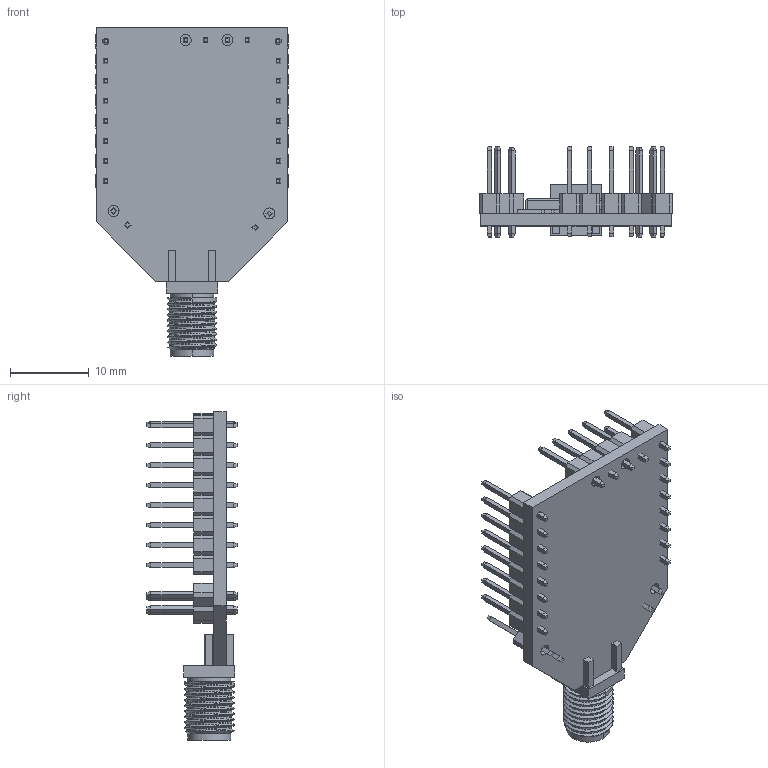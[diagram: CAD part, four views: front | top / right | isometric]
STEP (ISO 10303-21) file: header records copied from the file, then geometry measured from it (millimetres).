
FILE_DESCRIPTION((''),'2;1');
FILE_NAME('PWB-RAK4260_BREAKOUT_ASM','2021-02-22T',('admin'),(''),'PRO/ENGINEER BY PARAMETRIC TECHNOLOGY CORPORATION, 2010280','PRO/ENGINEER BY PARAMETRIC TECHNOLOGY CORPORATION, 2010280','');
FILE_SCHEMA(('CONFIG_CONTROL_DESIGN','SHAPE_APPEARANCE_LAYERS_GROUPS'));
Length unit declared in the file: millimetre
Products named in the file (7): PWB-RAK4260_BREAKOUT; SMA-KE; 1405_SINGLE_PIN; PWB-RAK4260; RAKU70580011; PWB-RAK4260_ASM; PWB-RAK4260_BREAKOUT_ASM
Assembly tree (29 placements, depth 3):
  PWB-RAK4260_BREAKOUT_ASM
    PWB-RAK4260_BREAKOUT
    SMA-KE
    1405_SINGLE_PIN  x24
    PWB-RAK4260_ASM
      PWB-RAK4260
      RAKU70580011
Bounding box: 24.54 x 11.5 x 41.8 mm (x, y, z)
Volume: 2029.8 mm3; surface area: 4376.6 mm2
Topology: 28 solids, 28 shells, 895 faces, 3122 edges, 3009 vertices
Faces by surface type: plane 797, cylinder 85, bspline 9, cone 4
Entity records: 22953 total; most frequent: CARTESIAN_POINT 5960, DIRECTION 2508, PRESENTATION_STYLE_ASSIGNMENT 1747, STYLED_ITEM 1724, CURVE_STYLE 1618, VECTOR 1334, LINE 1334, ORIENTED_EDGE 1282
